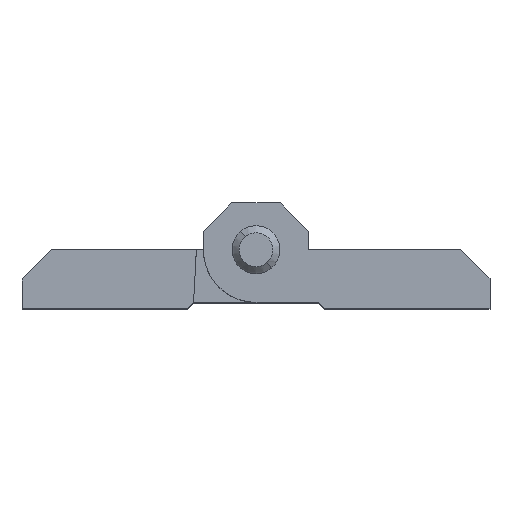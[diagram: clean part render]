
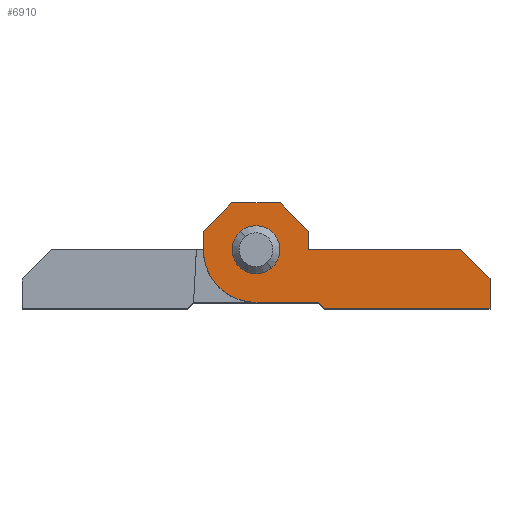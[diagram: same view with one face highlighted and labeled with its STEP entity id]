
A CAD part, top view. The second image highlights one B-rep face of the part: STEP entity #6910.
In plain terms, the highlighted planar face has unit normal (0, 0, 1).
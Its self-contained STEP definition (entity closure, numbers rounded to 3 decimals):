
#11 = DIRECTION ( 'NONE',  ( 0.725, -0.688, 0. ) ) ;
#29 = FACE_OUTER_BOUND ( 'NONE', #1800, .T. ) ;
#62 = FACE_BOUND ( 'NONE', #1177, .T. ) ;
#246 = EDGE_CURVE ( 'NONE', #3939, #380, #8215, .T. ) ;
#269 = CARTESIAN_POINT ( 'NONE',  ( 0.281, 0.296, 20. ) ) ;
#275 = EDGE_CURVE ( 'NONE', #1622, #1089, #10012, .T. ) ;
#380 = VERTEX_POINT ( 'NONE', #2454 ) ;
#557 = EDGE_CURVE ( 'NONE', #3743, #3939, #5020, .T. ) ;
#627 = EDGE_CURVE ( 'NONE', #1275, #4448, #5237, .T. ) ;
#639 = EDGE_CURVE ( 'NONE', #2719, #1275, #10448, .T. ) ;
#1058 = CARTESIAN_POINT ( 'NONE',  ( 0., -4.5, 20. ) ) ;
#1081 = DIRECTION ( 'NONE',  ( -0.707, 0.707, 0. ) ) ;
#1089 = VERTEX_POINT ( 'NONE', #7076 ) ;
#1100 = EDGE_CURVE ( 'NONE', #380, #2719, #6600, .T. ) ;
#1134 = CARTESIAN_POINT ( 'NONE',  ( 8.75, 8.75, 20. ) ) ;
#1150 = PLANE ( 'NONE',  #6252 ) ;
#1177 = EDGE_LOOP ( 'NONE', ( #3890, #1273 ) ) ;
#1273 = ORIENTED_EDGE ( 'NONE', *, *, #10078, .T. ) ;
#1275 = VERTEX_POINT ( 'NONE', #10107 ) ;
#1393 = CARTESIAN_POINT ( 'NONE',  ( 0., 0., 20. ) ) ;
#1421 = DIRECTION ( 'NONE',  ( 0., 0., -1. ) ) ;
#1422 = DIRECTION ( 'NONE',  ( 1., 0., 0. ) ) ;
#1509 = EDGE_CURVE ( 'NONE', #6904, #3706, #7832, .T. ) ;
#1622 = VERTEX_POINT ( 'NONE', #8329 ) ;
#1648 = ORIENTED_EDGE ( 'NONE', *, *, #1509, .T. ) ;
#1779 = EDGE_CURVE ( 'NONE', #7929, #2868, #5959, .T. ) ;
#1800 = EDGE_LOOP ( 'NONE', ( #5933, #5545, #9191, #6823, #3980, #5127, #10590, #9890, #2972, #1648, #3631, #5823, #10259 ) ) ;
#1893 = EDGE_CURVE ( 'NONE', #4448, #6904, #6615, .T. ) ;
#1896 = AXIS2_PLACEMENT_3D ( 'NONE', #7452, #7430, #7416 ) ;
#1986 = EDGE_CURVE ( 'NONE', #5195, #3743, #7168, .T. ) ;
#1989 = CARTESIAN_POINT ( 'NONE',  ( 0., 0., 20. ) ) ;
#2073 = DIRECTION ( 'NONE',  ( 0., 1., 0. ) ) ;
#2118 = EDGE_CURVE ( 'NONE', #3706, #7929, #7904, .T. ) ;
#2129 = CARTESIAN_POINT ( 'NONE',  ( 4.5, 0., 20. ) ) ;
#2325 = EDGE_CURVE ( 'NONE', #2868, #4541, #8164, .T. ) ;
#2454 = CARTESIAN_POINT ( 'NONE',  ( 17.5, 0., 20. ) ) ;
#2529 = AXIS2_PLACEMENT_3D ( 'NONE', #1989, #7827, #2834 ) ;
#2623 = EDGE_CURVE ( 'NONE', #4541, #4339, #9833, .T. ) ;
#2657 = DIRECTION ( 'NONE',  ( 0.052, -0.999, 0. ) ) ;
#2674 = CARTESIAN_POINT ( 'NONE',  ( 5.336, -4.5, 20. ) ) ;
#2696 = VECTOR ( 'NONE', #11, 1000. ) ;
#2719 = VERTEX_POINT ( 'NONE', #2129 ) ;
#2834 = DIRECTION ( 'NONE',  ( 1., 0., 0. ) ) ;
#2868 = VERTEX_POINT ( 'NONE', #1058 ) ;
#2888 = CARTESIAN_POINT ( 'NONE',  ( -2.062, 4., 20. ) ) ;
#2972 = ORIENTED_EDGE ( 'NONE', *, *, #1893, .T. ) ;
#3024 = EDGE_CURVE ( 'NONE', #4339, #5195, #3666, .T. ) ;
#3631 = ORIENTED_EDGE ( 'NONE', *, *, #2118, .T. ) ;
#3666 = LINE ( 'NONE', #269, #2696 ) ;
#3706 = VERTEX_POINT ( 'NONE', #8721 ) ;
#3743 = VERTEX_POINT ( 'NONE', #9615 ) ;
#3774 = CARTESIAN_POINT ( 'NONE',  ( 20., -5., 20. ) ) ;
#3890 = ORIENTED_EDGE ( 'NONE', *, *, #275, .T. ) ;
#3902 = DIRECTION ( 'NONE',  ( 0., 1., 0. ) ) ;
#3939 = VERTEX_POINT ( 'NONE', #5173 ) ;
#3980 = ORIENTED_EDGE ( 'NONE', *, *, #246, .T. ) ;
#4124 = CARTESIAN_POINT ( 'NONE',  ( 5.862, -5., 20. ) ) ;
#4158 = DIRECTION ( 'NONE',  ( 1., 0., 0. ) ) ;
#4167 = CARTESIAN_POINT ( 'NONE',  ( 0., -4.5, 20. ) ) ;
#4339 = VERTEX_POINT ( 'NONE', #8570 ) ;
#4448 = VERTEX_POINT ( 'NONE', #7188 ) ;
#4460 = CARTESIAN_POINT ( 'NONE',  ( 4.5, 1.562, 20. ) ) ;
#4488 = DIRECTION ( 'NONE',  ( -0.707, 0.707, 0. ) ) ;
#4541 = VERTEX_POINT ( 'NONE', #6352 ) ;
#4589 = CARTESIAN_POINT ( 'NONE',  ( 0., 0., 20. ) ) ;
#4669 = DIRECTION ( 'NONE',  ( 0., 1., 0. ) ) ;
#4720 = CARTESIAN_POINT ( 'NONE',  ( 4.5, 0., 20. ) ) ;
#5020 = LINE ( 'NONE', #3774, #10490 ) ;
#5127 = ORIENTED_EDGE ( 'NONE', *, *, #1100, .T. ) ;
#5173 = CARTESIAN_POINT ( 'NONE',  ( 20., -2.5, 20. ) ) ;
#5195 = VERTEX_POINT ( 'NONE', #4124 ) ;
#5208 = VECTOR ( 'NONE', #4488, 1000. ) ;
#5237 = LINE ( 'NONE', #4460, #5208 ) ;
#5281 = VECTOR ( 'NONE', #4669, 1000. ) ;
#5545 = ORIENTED_EDGE ( 'NONE', *, *, #3024, .T. ) ;
#5575 = DIRECTION ( 'NONE',  ( 0., -1., 0. ) ) ;
#5606 = CARTESIAN_POINT ( 'NONE',  ( -4.5, 1.562, 20. ) ) ;
#5823 = ORIENTED_EDGE ( 'NONE', *, *, #1779, .T. ) ;
#5933 = ORIENTED_EDGE ( 'NONE', *, *, #2623, .T. ) ;
#5959 = CIRCLE ( 'NONE', #1896, 4.5 ) ;
#6252 = AXIS2_PLACEMENT_3D ( 'NONE', #4589, #7123, #2073 ) ;
#6352 = CARTESIAN_POINT ( 'NONE',  ( 5.336, -4.5, 20. ) ) ;
#6480 = DIRECTION ( 'NONE',  ( 1., 0., 0. ) ) ;
#6600 = LINE ( 'NONE', #8500, #10246 ) ;
#6615 = LINE ( 'NONE', #6897, #6888 ) ;
#6631 = CARTESIAN_POINT ( 'NONE',  ( 5.362, -5., 20. ) ) ;
#6818 = VECTOR ( 'NONE', #6480, 1000. ) ;
#6823 = ORIENTED_EDGE ( 'NONE', *, *, #557, .T. ) ;
#6861 = DIRECTION ( 'NONE',  ( -1., 0., 0. ) ) ;
#6888 = VECTOR ( 'NONE', #6861, 1000. ) ;
#6897 = CARTESIAN_POINT ( 'NONE',  ( 2.062, 4., 20. ) ) ;
#6904 = VERTEX_POINT ( 'NONE', #2888 ) ;
#6910 = ADVANCED_FACE ( 'NONE', ( #29, #62 ), #1150, .T. ) ;
#7076 = CARTESIAN_POINT ( 'NONE',  ( 2.05, 0., 20. ) ) ;
#7123 = DIRECTION ( 'NONE',  ( 0., 0., 1. ) ) ;
#7168 = LINE ( 'NONE', #6631, #6818 ) ;
#7188 = CARTESIAN_POINT ( 'NONE',  ( 2.062, 4., 20. ) ) ;
#7416 = DIRECTION ( 'NONE',  ( 1., 0., 0. ) ) ;
#7430 = DIRECTION ( 'NONE',  ( 0., 0., 1. ) ) ;
#7452 = CARTESIAN_POINT ( 'NONE',  ( 0., 0., 20. ) ) ;
#7827 = DIRECTION ( 'NONE',  ( 0., 0., -1. ) ) ;
#7832 = LINE ( 'NONE', #8748, #10040 ) ;
#7880 = VECTOR ( 'NONE', #5575, 1000. ) ;
#7904 = LINE ( 'NONE', #5606, #7880 ) ;
#7929 = VERTEX_POINT ( 'NONE', #10361 ) ;
#8164 = LINE ( 'NONE', #4167, #8268 ) ;
#8215 = LINE ( 'NONE', #1134, #8246 ) ;
#8246 = VECTOR ( 'NONE', #1081, 1000. ) ;
#8268 = VECTOR ( 'NONE', #4158, 1000. ) ;
#8329 = CARTESIAN_POINT ( 'NONE',  ( -2.05, 0., 20. ) ) ;
#8500 = CARTESIAN_POINT ( 'NONE',  ( 20., 0., 20. ) ) ;
#8570 = CARTESIAN_POINT ( 'NONE',  ( 5.336, -4.501, 20. ) ) ;
#8579 = DIRECTION ( 'NONE',  ( -1., 0., 0. ) ) ;
#8721 = CARTESIAN_POINT ( 'NONE',  ( -4.5, 1.562, 20. ) ) ;
#8748 = CARTESIAN_POINT ( 'NONE',  ( -2.062, 4., 20. ) ) ;
#8761 = DIRECTION ( 'NONE',  ( -0.707, -0.707, 0. ) ) ;
#9079 = VECTOR ( 'NONE', #2657, 1000. ) ;
#9191 = ORIENTED_EDGE ( 'NONE', *, *, #1986, .T. ) ;
#9304 = AXIS2_PLACEMENT_3D ( 'NONE', #1393, #1421, #1422 ) ;
#9615 = CARTESIAN_POINT ( 'NONE',  ( 20., -5., 20. ) ) ;
#9833 = LINE ( 'NONE', #2674, #9079 ) ;
#9890 = ORIENTED_EDGE ( 'NONE', *, *, #627, .T. ) ;
#10012 = CIRCLE ( 'NONE', #9304, 2.05 ) ;
#10040 = VECTOR ( 'NONE', #8761, 1000. ) ;
#10078 = EDGE_CURVE ( 'NONE', #1089, #1622, #10643, .T. ) ;
#10107 = CARTESIAN_POINT ( 'NONE',  ( 4.5, 1.562, 20. ) ) ;
#10246 = VECTOR ( 'NONE', #8579, 1000. ) ;
#10259 = ORIENTED_EDGE ( 'NONE', *, *, #2325, .T. ) ;
#10361 = CARTESIAN_POINT ( 'NONE',  ( -4.5, 0., 20. ) ) ;
#10448 = LINE ( 'NONE', #4720, #5281 ) ;
#10490 = VECTOR ( 'NONE', #3902, 1000. ) ;
#10590 = ORIENTED_EDGE ( 'NONE', *, *, #639, .T. ) ;
#10643 = CIRCLE ( 'NONE', #2529, 2.05 ) ;
